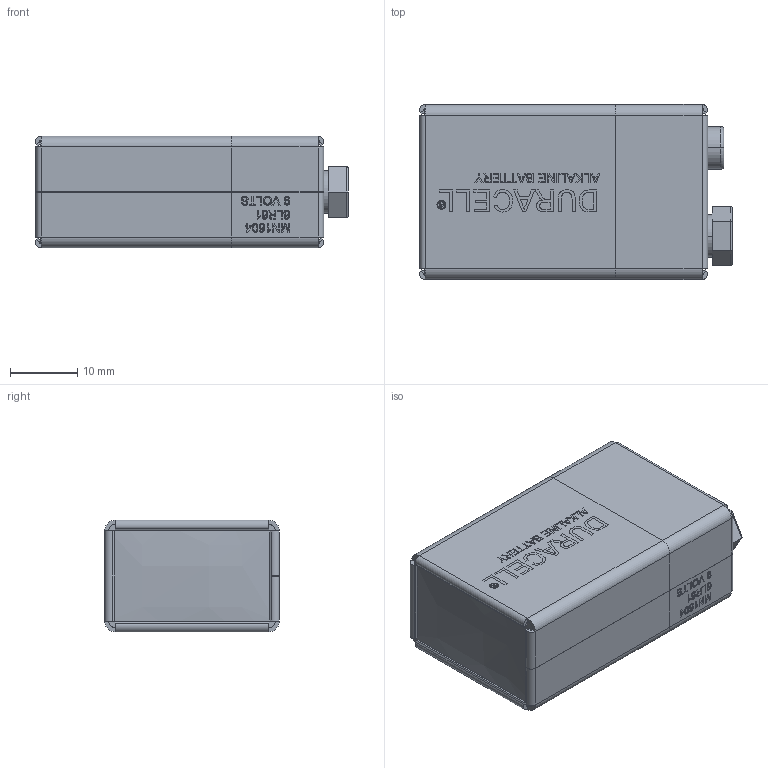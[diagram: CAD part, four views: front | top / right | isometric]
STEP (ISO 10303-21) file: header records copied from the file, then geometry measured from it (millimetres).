
FILE_DESCRIPTION(('FreeCAD Model'),'2;1');
FILE_NAME( 'pp3_battery.step', '2017-09-16T16:48:52',('kicad StepUp'),('ksu MCAD'), 'Open CASCADE STEP processor 6.8','FreeCAD','Unknown');
FILE_SCHEMA(('AUTOMOTIVE_DESIGN_CC2 { 1 2 10303 214 -1 1 5 4 }'));
Length unit declared in the file: millimetre
Products named in the file (1): pp3_battery
Bounding box: 46.51 x 26 x 16.6 mm (x, y, z)
Surface area: 5025.8 mm2 (no closed solid volume)
Topology: 0 solids, 9 shells, 241 faces, 1099 edges, 943 vertices
Faces by surface type: plane 192, cylinder 44, torus 2, cone 2, bspline 1
Entity records: 16780 total; most frequent: CARTESIAN_POINT 6251, ORIENTED_EDGE 2078, DIRECTION 1394, EDGE_CURVE 1099, VERTEX_POINT 943, LINE 728, VECTOR 728, FACE_BOUND 338
